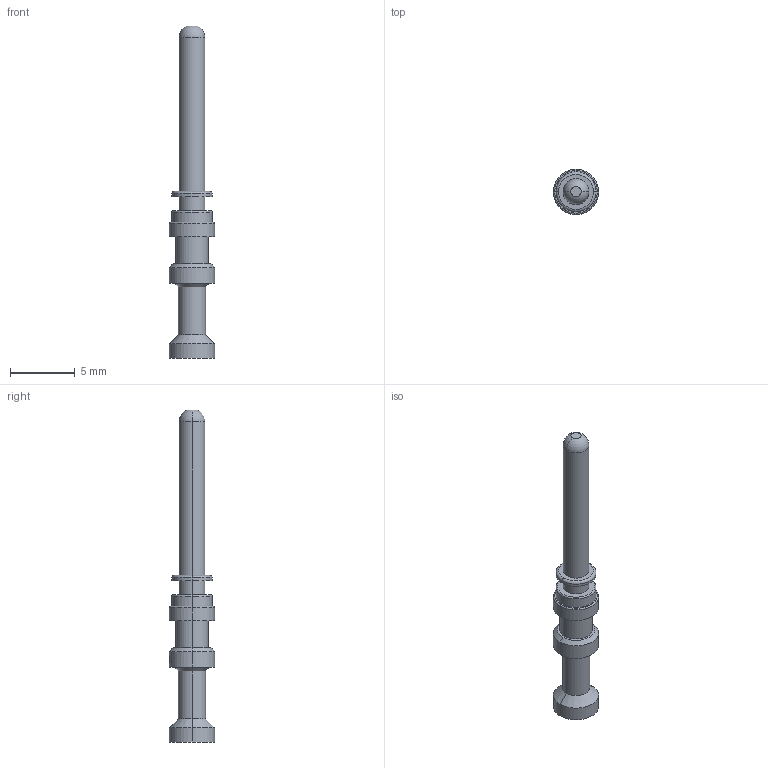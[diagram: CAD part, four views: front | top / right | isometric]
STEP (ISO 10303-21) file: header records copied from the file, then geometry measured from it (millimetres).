
FILE_DESCRIPTION((''),'2;1');
FILE_NAME('M23-MC30G-0P5','2017-08-10T',('hq.zhang'),(''),'PRO/ENGINEER BY PARAMETRIC TECHNOLOGY CORPORATION, 2012480','PRO/ENGINEER BY PARAMETRIC TECHNOLOGY CORPORATION, 2012480','');
FILE_SCHEMA(('AUTOMOTIVE_DESIGN { 1 0 10303 214 1 1 1 1 }'));
Length unit declared in the file: millimetre
Products named in the file (1): M23-MC30G-0P5
Bounding box: 3.5 x 3.5 x 25.7 mm (x, y, z)
Volume: 103.3 mm3; surface area: 257.8 mm2
Topology: 1 solids, 1 shells, 55 faces, 112 edges, 65 vertices
Faces by surface type: cylinder 24, cone 12, plane 9, torus 8, sphere 2
Entity records: 2062 total; most frequent: DIRECTION 286, CARTESIAN_POINT 279, ORIENTED_EDGE 220, AXIS2_PLACEMENT_3D 125, PRESENTATION_STYLE_ASSIGNMENT 111, STYLED_ITEM 111, CURVE_STYLE 110, EDGE_CURVE 110
